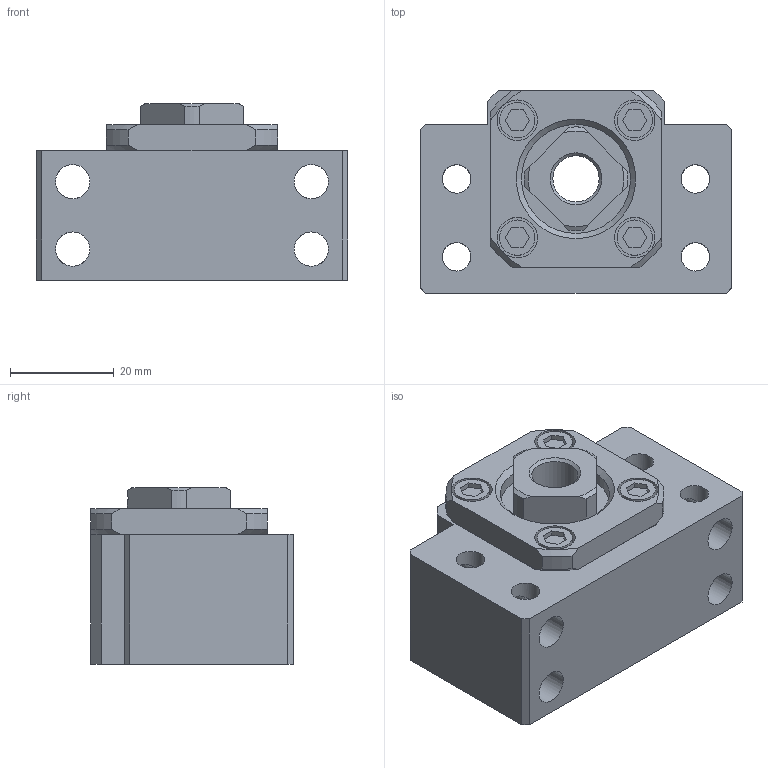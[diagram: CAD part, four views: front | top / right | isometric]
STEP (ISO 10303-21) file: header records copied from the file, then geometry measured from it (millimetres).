
FILE_DESCRIPTION( ( 'STEP AP203' ), ' ' );
FILE_NAME( 'BK_10Yes.stp', '2018-02-07T15:53:05', ( '' ), ( '' ), ' ', 'PARTsolutions', ' ' );
FILE_SCHEMA( ( 'CONFIG_CONTROL_DESIGN' ) );
Length unit declared in the file: millimetre
Products named in the file (3): BK 10Yes; _BK 10; _BK 10collar
Assembly tree (2 placements, depth 2):
  BK 10Yes
    _BK 10
    _BK 10collar
Bounding box: 60 x 39 x 34 mm (x, y, z)
Volume: 50404 mm3; surface area: 19130.8 mm2
Topology: 2 solids, 3 shells, 163 faces, 412 edges, 273 vertices
Faces by surface type: plane 93, cylinder 50, cone 19, torus 1
Full cylindrical faces by diameter (mm): 3 x2, 5.5 x12, 6.6 x4, 6.8 x4, 7.8 x4, 8.917 x1, 10 x2, 10.8 x4, 12 x1, 14 x1, 14.5 x2, 21 x2, 21.1 x1
Entity records: 5746 total; most frequent: CARTESIAN_POINT 1968, DIRECTION 726, ORIENTED_EDGE 686, EDGE_CURVE 343, AXIS2_PLACEMENT_3D 276, EDGE_LOOP 269, VERTEX_POINT 256, FACE_OUTER_BOUND 204
